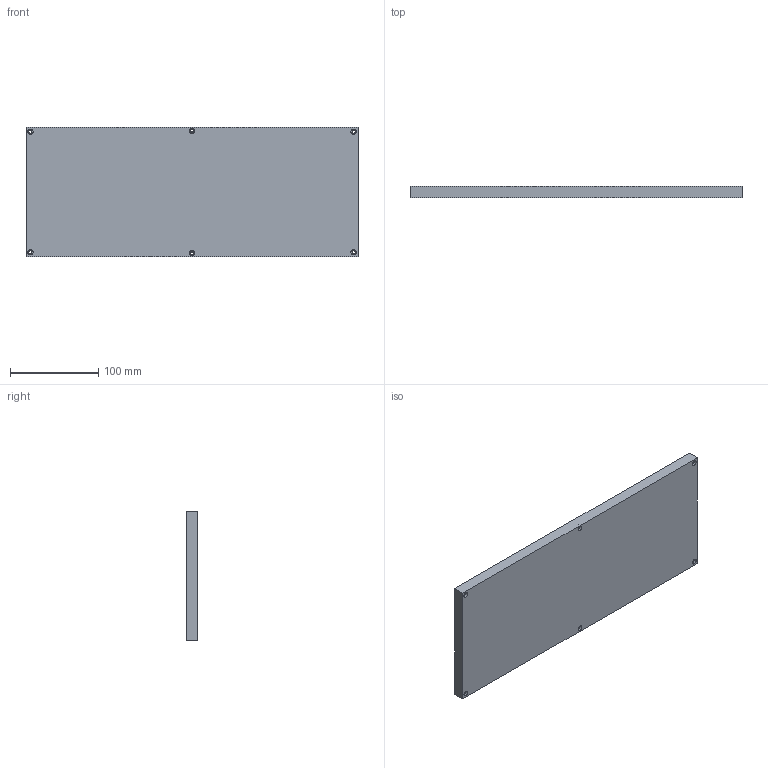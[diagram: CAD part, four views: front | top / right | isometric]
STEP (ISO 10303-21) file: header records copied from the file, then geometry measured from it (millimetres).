
FILE_DESCRIPTION(/* description */ ('','CAx-IF Rec.Pracs.---Representation and Presentation of Product Manufacturing Information (PMI)---4.0---2014-10-13'),/* implementation_level */ '2;1');
FILE_NAME(/* name */ 'Keyboard-Bottom v8.step',/* time_stamp */ '2025-03-11T03:35:51+05:30',/* author */ (''),/* organization */ (''),/* preprocessor_version */ 'ST-DEVELOPER v20',/* originating_system */ 'Autodesk Translation Framework v13.20.0.188',/* authorisation */ '');
FILE_SCHEMA (('AP242_MANAGED_MODEL_BASED_3D_ENGINEERING_MIM_LF { 1 0 10303 442 1 1 4 }'));
Length unit declared in the file: millimetre
Products named in the file (1): Keyboard-Bottom
Bounding box: 377 x 13 x 147 mm (x, y, z)
Volume: 243378.3 mm3; surface area: 136093.4 mm2
Topology: 1 solids, 1 shells, 315 faces, 858 edges, 572 vertices
Faces by surface type: bspline 206, plane 97, cylinder 12
Full cylindrical faces by diameter (mm): 3.4 x6, 6 x6
Entity records: 11873 total; most frequent: CARTESIAN_POINT 5248, ORIENTED_EDGE 1716, EDGE_CURVE 858, DIRECTION 690, VERTEX_POINT 572, LINE 422, VECTOR 422, B_SPLINE_CURVE_WITH_KNOTS 412
